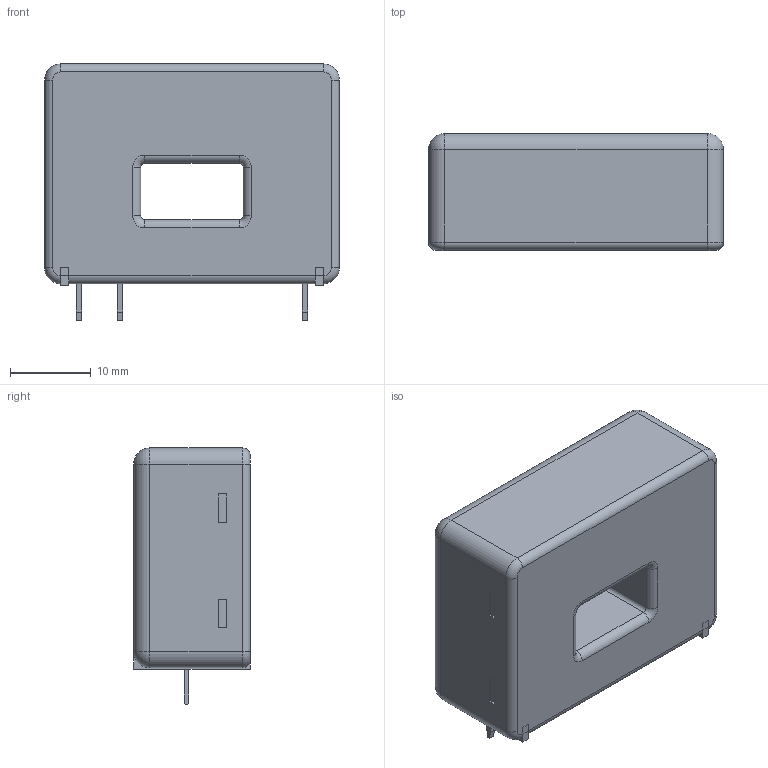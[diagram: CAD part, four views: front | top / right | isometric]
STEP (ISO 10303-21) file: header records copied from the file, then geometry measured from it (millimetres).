
FILE_DESCRIPTION(('FreeCAD Model'),'2;1');
FILE_NAME('LEM_LA25-P.step','2018-06-24T21:39:45',('kicad StepUp'),('ksu MCAD'), 'Open CASCADE STEP processor 7.1','FreeCAD','Unknown');
FILE_SCHEMA(('AUTOMOTIVE_DESIGN { 1 0 10303 214 1 1 1 1 }'));
Length unit declared in the file: millimetre
Products named in the file (1): LEM_LA25-P
Bounding box: 36.5 x 14.45 x 31.7 mm (x, y, z)
Volume: 12877.2 mm3; surface area: 4017.7 mm2
Topology: 1 solids, 1 shells, 103 faces, 246 edges, 148 vertices
Faces by surface type: plane 63, cylinder 24, torus 12, sphere 4
Entity records: 2054 total; most frequent: ORIENTED_EDGE 358, CARTESIAN_POINT 297, EDGE_CURVE 242, LINE 172, AXIS2_PLACEMENT_3D 164, VERTEX_POINT 148, FACE_BOUND 112, EDGE_LOOP 112
